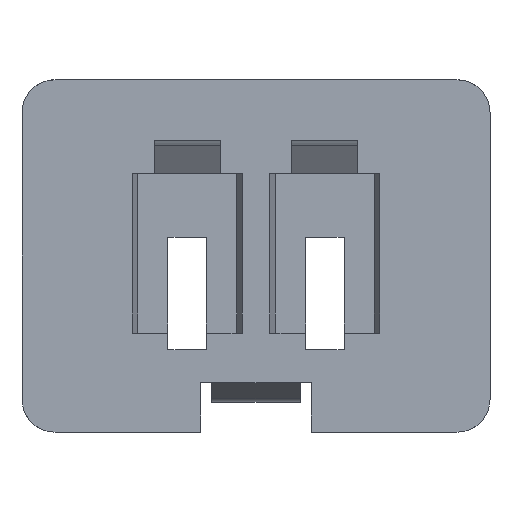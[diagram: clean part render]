
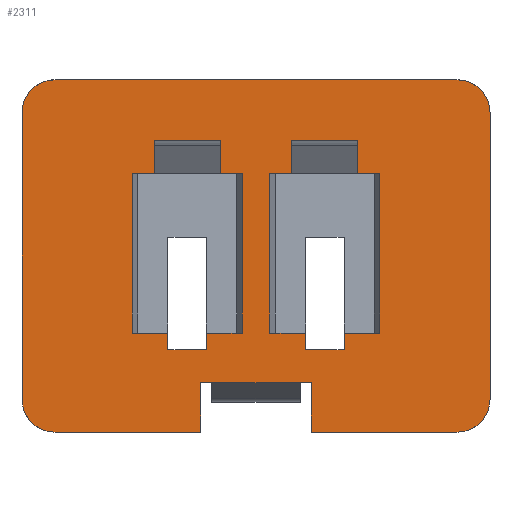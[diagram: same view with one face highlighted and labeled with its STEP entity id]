
A CAD part, front view. The second image highlights one B-rep face of the part: STEP entity #2311.
In plain terms, the highlighted planar face has unit normal (0, -1, 0).
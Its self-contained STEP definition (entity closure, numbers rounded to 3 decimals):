
#15=FACE_BOUND('',#359,.T.);
#16=FACE_BOUND('',#360,.T.);
#26=CIRCLE('',#2443,0.3);
#28=CIRCLE('',#2449,0.3);
#31=CIRCLE('',#2454,0.3);
#32=CIRCLE('',#2458,0.3);
#127=PLANE('',#2475);
#241=FACE_OUTER_BOUND('',#358,.T.);
#358=EDGE_LOOP('',(#2053,#2054,#2055,#2056,#2057,#2058,#2059,#2060,#2061,
#2062,#2063,#2064));
#359=EDGE_LOOP('',(#2065,#2066,#2067,#2068,#2069,#2070,#2071,#2072,#2073,
#2074,#2075,#2076));
#360=EDGE_LOOP('',(#2077,#2078,#2079,#2080,#2081,#2082,#2083,#2084,#2085,
#2086,#2087,#2088));
#475=LINE('',#3316,#777);
#479=LINE('',#3325,#781);
#524=LINE('',#3414,#826);
#529=LINE('',#3421,#831);
#534=LINE('',#3431,#836);
#536=LINE('',#3435,#838);
#538=LINE('',#3438,#840);
#541=LINE('',#3444,#843);
#548=LINE('',#3458,#850);
#553=LINE('',#3468,#855);
#574=LINE('',#3512,#876);
#578=LINE('',#3518,#880);
#580=LINE('',#3522,#882);
#582=LINE('',#3526,#884);
#586=LINE('',#3532,#888);
#588=LINE('',#3536,#890);
#590=LINE('',#3540,#892);
#592=LINE('',#3543,#894);
#595=LINE('',#3549,#897);
#600=LINE('',#3559,#902);
#601=LINE('',#3562,#903);
#604=LINE('',#3566,#906);
#614=LINE('',#3587,#916);
#622=LINE('',#3608,#924);
#625=LINE('',#3624,#927);
#644=LINE('',#3668,#946);
#646=LINE('',#3672,#948);
#648=LINE('',#3676,#950);
#649=LINE('',#3678,#951);
#651=LINE('',#3683,#953);
#652=LINE('',#3685,#954);
#653=LINE('',#3686,#955);
#777=VECTOR('',#2679,1.325);
#781=VECTOR('',#2685,1.325);
#826=VECTOR('',#2756,0.2);
#831=VECTOR('',#2761,0.2);
#836=VECTOR('',#2772,0.3);
#838=VECTOR('',#2776,0.6);
#840=VECTOR('',#2780,0.3);
#843=VECTOR('',#2785,1.45);
#850=VECTOR('',#2798,0.325);
#855=VECTOR('',#2805,0.15);
#876=VECTOR('',#2842,0.15);
#880=VECTOR('',#2848,0.325);
#882=VECTOR('',#2852,1.45);
#884=VECTOR('',#2856,0.2);
#888=VECTOR('',#2860,0.2);
#890=VECTOR('',#2864,0.3);
#892=VECTOR('',#2868,0.6);
#894=VECTOR('',#2872,0.3);
#897=VECTOR('',#2877,1.45);
#902=VECTOR('',#2888,0.325);
#903=VECTOR('',#2891,0.15);
#906=VECTOR('',#2896,0.35);
#916=VECTOR('',#2916,3.65);
#924=VECTOR('',#2936,2.6);
#927=VECTOR('',#2957,2.6);
#946=VECTOR('',#3004,0.35);
#948=VECTOR('',#3008,0.15);
#950=VECTOR('',#3012,0.325);
#951=VECTOR('',#3015,1.45);
#953=VECTOR('',#3021,0.45);
#954=VECTOR('',#3022,1.);
#955=VECTOR('',#3023,0.45);
#1078=VERTEX_POINT('',#3313);
#1079=VERTEX_POINT('',#3315);
#1082=VERTEX_POINT('',#3322);
#1083=VERTEX_POINT('',#3324);
#1113=VERTEX_POINT('',#3411);
#1114=VERTEX_POINT('',#3413);
#1115=VERTEX_POINT('',#3418);
#1116=VERTEX_POINT('',#3420);
#1118=VERTEX_POINT('',#3430);
#1119=VERTEX_POINT('',#3434);
#1121=VERTEX_POINT('',#3442);
#1125=VERTEX_POINT('',#3456);
#1129=VERTEX_POINT('',#3466);
#1143=VERTEX_POINT('',#3510);
#1144=VERTEX_POINT('',#3511);
#1145=VERTEX_POINT('',#3516);
#1146=VERTEX_POINT('',#3520);
#1147=VERTEX_POINT('',#3524);
#1148=VERTEX_POINT('',#3529);
#1149=VERTEX_POINT('',#3531);
#1150=VERTEX_POINT('',#3535);
#1151=VERTEX_POINT('',#3539);
#1153=VERTEX_POINT('',#3547);
#1155=VERTEX_POINT('',#3557);
#1156=VERTEX_POINT('',#3561);
#1161=VERTEX_POINT('',#3584);
#1162=VERTEX_POINT('',#3586);
#1165=VERTEX_POINT('',#3594);
#1169=VERTEX_POINT('',#3606);
#1170=VERTEX_POINT('',#3615);
#1173=VERTEX_POINT('',#3622);
#1184=VERTEX_POINT('',#3666);
#1185=VERTEX_POINT('',#3670);
#1186=VERTEX_POINT('',#3674);
#1187=VERTEX_POINT('',#3682);
#1188=VERTEX_POINT('',#3684);
#1313=EDGE_CURVE('',#1078,#1079,#475,.T.);
#1317=EDGE_CURVE('',#1082,#1083,#479,.T.);
#1362=EDGE_CURVE('',#1114,#1113,#524,.T.);
#1367=EDGE_CURVE('',#1116,#1115,#529,.T.);
#1372=EDGE_CURVE('',#1118,#1113,#534,.T.);
#1374=EDGE_CURVE('',#1118,#1119,#536,.T.);
#1376=EDGE_CURVE('',#1119,#1116,#538,.T.);
#1379=EDGE_CURVE('',#1115,#1121,#541,.T.);
#1386=EDGE_CURVE('',#1121,#1125,#548,.T.);
#1391=EDGE_CURVE('',#1125,#1129,#553,.T.);
#1412=EDGE_CURVE('',#1143,#1144,#574,.T.);
#1416=EDGE_CURVE('',#1144,#1145,#578,.T.);
#1418=EDGE_CURVE('',#1145,#1146,#580,.T.);
#1420=EDGE_CURVE('',#1146,#1147,#582,.T.);
#1424=EDGE_CURVE('',#1149,#1148,#586,.T.);
#1426=EDGE_CURVE('',#1150,#1147,#588,.T.);
#1428=EDGE_CURVE('',#1150,#1151,#590,.T.);
#1430=EDGE_CURVE('',#1151,#1149,#592,.T.);
#1433=EDGE_CURVE('',#1148,#1153,#595,.T.);
#1438=EDGE_CURVE('',#1153,#1155,#600,.T.);
#1439=EDGE_CURVE('',#1155,#1156,#601,.T.);
#1442=EDGE_CURVE('',#1156,#1143,#604,.T.);
#1452=EDGE_CURVE('',#1161,#1162,#614,.T.);
#1456=EDGE_CURVE('',#1165,#1162,#26,.T.);
#1463=EDGE_CURVE('',#1165,#1169,#622,.T.);
#1464=EDGE_CURVE('',#1082,#1169,#28,.T.);
#1467=EDGE_CURVE('',#1161,#1170,#31,.T.);
#1471=EDGE_CURVE('',#1173,#1170,#625,.T.);
#1473=EDGE_CURVE('',#1173,#1079,#32,.T.);
#1494=EDGE_CURVE('',#1129,#1184,#644,.T.);
#1496=EDGE_CURVE('',#1184,#1185,#646,.T.);
#1498=EDGE_CURVE('',#1185,#1186,#648,.T.);
#1499=EDGE_CURVE('',#1186,#1114,#649,.T.);
#1501=EDGE_CURVE('',#1187,#1078,#651,.T.);
#1502=EDGE_CURVE('',#1188,#1187,#652,.T.);
#1503=EDGE_CURVE('',#1083,#1188,#653,.T.);
#2053=ORIENTED_EDGE('',*,*,#1317,.F.);
#2054=ORIENTED_EDGE('',*,*,#1464,.T.);
#2055=ORIENTED_EDGE('',*,*,#1463,.F.);
#2056=ORIENTED_EDGE('',*,*,#1456,.T.);
#2057=ORIENTED_EDGE('',*,*,#1452,.F.);
#2058=ORIENTED_EDGE('',*,*,#1467,.T.);
#2059=ORIENTED_EDGE('',*,*,#1471,.F.);
#2060=ORIENTED_EDGE('',*,*,#1473,.T.);
#2061=ORIENTED_EDGE('',*,*,#1313,.F.);
#2062=ORIENTED_EDGE('',*,*,#1501,.F.);
#2063=ORIENTED_EDGE('',*,*,#1502,.F.);
#2064=ORIENTED_EDGE('',*,*,#1503,.F.);
#2065=ORIENTED_EDGE('',*,*,#1426,.F.);
#2066=ORIENTED_EDGE('',*,*,#1428,.T.);
#2067=ORIENTED_EDGE('',*,*,#1430,.T.);
#2068=ORIENTED_EDGE('',*,*,#1424,.T.);
#2069=ORIENTED_EDGE('',*,*,#1433,.T.);
#2070=ORIENTED_EDGE('',*,*,#1438,.T.);
#2071=ORIENTED_EDGE('',*,*,#1439,.T.);
#2072=ORIENTED_EDGE('',*,*,#1442,.T.);
#2073=ORIENTED_EDGE('',*,*,#1412,.T.);
#2074=ORIENTED_EDGE('',*,*,#1416,.T.);
#2075=ORIENTED_EDGE('',*,*,#1418,.T.);
#2076=ORIENTED_EDGE('',*,*,#1420,.T.);
#2077=ORIENTED_EDGE('',*,*,#1372,.F.);
#2078=ORIENTED_EDGE('',*,*,#1374,.T.);
#2079=ORIENTED_EDGE('',*,*,#1376,.T.);
#2080=ORIENTED_EDGE('',*,*,#1367,.T.);
#2081=ORIENTED_EDGE('',*,*,#1379,.T.);
#2082=ORIENTED_EDGE('',*,*,#1386,.T.);
#2083=ORIENTED_EDGE('',*,*,#1391,.T.);
#2084=ORIENTED_EDGE('',*,*,#1494,.T.);
#2085=ORIENTED_EDGE('',*,*,#1496,.T.);
#2086=ORIENTED_EDGE('',*,*,#1498,.T.);
#2087=ORIENTED_EDGE('',*,*,#1499,.T.);
#2088=ORIENTED_EDGE('',*,*,#1362,.T.);
#2311=ADVANCED_FACE('',(#241,#15,#16),#127,.F.);
#2443=AXIS2_PLACEMENT_3D('',#3595,#2922,#2923);
#2449=AXIS2_PLACEMENT_3D('',#3610,#2939,#2940);
#2454=AXIS2_PLACEMENT_3D('',#3616,#2949,#2950);
#2458=AXIS2_PLACEMENT_3D('',#3627,#2961,#2962);
#2475=AXIS2_PLACEMENT_3D('',#3681,#3019,#3020);
#2679=DIRECTION('',(-1.,0.,0.));
#2685=DIRECTION('',(-1.,0.,0.));
#2756=DIRECTION('',(1.,0.,0.));
#2761=DIRECTION('',(1.,0.,0.));
#2772=DIRECTION('',(0.,0.,-1.));
#2776=DIRECTION('',(1.,0.,0.));
#2780=DIRECTION('',(0.,0.,-1.));
#2785=DIRECTION('',(0.,0.,-1.));
#2798=DIRECTION('',(-1.,0.,0.));
#2805=DIRECTION('',(0.,0.,-1.));
#2842=DIRECTION('',(0.,0.,1.));
#2848=DIRECTION('',(-1.,0.,0.));
#2852=DIRECTION('',(0.,0.,1.));
#2856=DIRECTION('',(1.,0.,0.));
#2860=DIRECTION('',(1.,0.,0.));
#2864=DIRECTION('',(0.,0.,-1.));
#2868=DIRECTION('',(1.,0.,0.));
#2872=DIRECTION('',(0.,0.,-1.));
#2877=DIRECTION('',(0.,0.,-1.));
#2888=DIRECTION('',(-1.,0.,0.));
#2891=DIRECTION('',(0.,0.,-1.));
#2896=DIRECTION('',(-1.,0.,0.));
#2916=DIRECTION('',(1.,0.,0.));
#2922=DIRECTION('center_axis',(0.,-1.,0.));
#2923=DIRECTION('ref_axis',(1.,0.,0.));
#2936=DIRECTION('',(0.,0.,-1.));
#2939=DIRECTION('center_axis',(0.,-1.,0.));
#2940=DIRECTION('ref_axis',(0.,0.,-1.));
#2949=DIRECTION('center_axis',(0.,-1.,0.));
#2950=DIRECTION('ref_axis',(0.,0.,1.));
#2957=DIRECTION('',(0.,0.,1.));
#2961=DIRECTION('center_axis',(0.,-1.,0.));
#2962=DIRECTION('ref_axis',(-1.,0.,0.));
#3004=DIRECTION('',(-1.,0.,0.));
#3008=DIRECTION('',(0.,0.,1.));
#3012=DIRECTION('',(-1.,0.,0.));
#3015=DIRECTION('',(0.,0.,1.));
#3019=DIRECTION('center_axis',(0.,1.,0.));
#3020=DIRECTION('ref_axis',(0.,0.,1.));
#3021=DIRECTION('',(0.,0.,-1.));
#3022=DIRECTION('',(-1.,0.,0.));
#3023=DIRECTION('',(0.,0.,1.));
#3313=CARTESIAN_POINT('',(-0.5,0.,-1.6));
#3315=CARTESIAN_POINT('',(-1.825,0.,-1.6));
#3316=CARTESIAN_POINT('',(-0.5,0.,-1.6));
#3322=CARTESIAN_POINT('',(1.825,0.,-1.6));
#3324=CARTESIAN_POINT('',(0.5,0.,-1.6));
#3325=CARTESIAN_POINT('',(1.825,0.,-1.6));
#3411=CARTESIAN_POINT('',(0.325,0.,0.75));
#3413=CARTESIAN_POINT('',(0.125,0.,0.75));
#3414=CARTESIAN_POINT('',(0.125,0.,0.75));
#3418=CARTESIAN_POINT('',(1.125,0.,0.75));
#3420=CARTESIAN_POINT('',(0.925,0.,0.75));
#3421=CARTESIAN_POINT('',(0.925,0.,0.75));
#3430=CARTESIAN_POINT('',(0.325,0.,1.05));
#3431=CARTESIAN_POINT('',(0.325,0.,1.05));
#3434=CARTESIAN_POINT('',(0.925,0.,1.05));
#3435=CARTESIAN_POINT('',(0.325,0.,1.05));
#3438=CARTESIAN_POINT('',(0.925,0.,1.05));
#3442=CARTESIAN_POINT('',(1.125,0.,-0.7));
#3444=CARTESIAN_POINT('',(1.125,0.,0.75));
#3456=CARTESIAN_POINT('',(0.8,0.,-0.7));
#3458=CARTESIAN_POINT('',(1.125,0.,-0.7));
#3466=CARTESIAN_POINT('',(0.8,0.,-0.85));
#3468=CARTESIAN_POINT('',(0.8,0.,-0.7));
#3510=CARTESIAN_POINT('',(-0.8,0.,-0.85));
#3511=CARTESIAN_POINT('',(-0.8,0.,-0.7));
#3512=CARTESIAN_POINT('',(-0.8,0.,-0.85));
#3516=CARTESIAN_POINT('',(-1.125,0.,-0.7));
#3518=CARTESIAN_POINT('',(-0.8,0.,-0.7));
#3520=CARTESIAN_POINT('',(-1.125,0.,0.75));
#3522=CARTESIAN_POINT('',(-1.125,0.,-0.7));
#3524=CARTESIAN_POINT('',(-0.925,0.,0.75));
#3526=CARTESIAN_POINT('',(-1.125,0.,0.75));
#3529=CARTESIAN_POINT('',(-0.125,0.,0.75));
#3531=CARTESIAN_POINT('',(-0.325,0.,0.75));
#3532=CARTESIAN_POINT('',(-0.325,0.,0.75));
#3535=CARTESIAN_POINT('',(-0.925,0.,1.05));
#3536=CARTESIAN_POINT('',(-0.925,0.,1.05));
#3539=CARTESIAN_POINT('',(-0.325,0.,1.05));
#3540=CARTESIAN_POINT('',(-0.925,0.,1.05));
#3543=CARTESIAN_POINT('',(-0.325,0.,1.05));
#3547=CARTESIAN_POINT('',(-0.125,0.,-0.7));
#3549=CARTESIAN_POINT('',(-0.125,0.,0.75));
#3557=CARTESIAN_POINT('',(-0.45,0.,-0.7));
#3559=CARTESIAN_POINT('',(-0.125,0.,-0.7));
#3561=CARTESIAN_POINT('',(-0.45,0.,-0.85));
#3562=CARTESIAN_POINT('',(-0.45,0.,-0.7));
#3566=CARTESIAN_POINT('',(-0.45,0.,-0.85));
#3584=CARTESIAN_POINT('',(-1.825,0.,1.6));
#3586=CARTESIAN_POINT('',(1.825,0.,1.6));
#3587=CARTESIAN_POINT('',(-1.825,0.,1.6));
#3594=CARTESIAN_POINT('',(2.125,0.,1.3));
#3595=CARTESIAN_POINT('Origin',(1.825,0.,1.3));
#3606=CARTESIAN_POINT('',(2.125,0.,-1.3));
#3608=CARTESIAN_POINT('',(2.125,0.,1.3));
#3610=CARTESIAN_POINT('Origin',(1.825,0.,-1.3));
#3615=CARTESIAN_POINT('',(-2.125,0.,1.3));
#3616=CARTESIAN_POINT('Origin',(-1.825,0.,1.3));
#3622=CARTESIAN_POINT('',(-2.125,0.,-1.3));
#3624=CARTESIAN_POINT('',(-2.125,0.,-1.3));
#3627=CARTESIAN_POINT('Origin',(-1.825,0.,-1.3));
#3666=CARTESIAN_POINT('',(0.45,0.,-0.85));
#3668=CARTESIAN_POINT('',(0.8,0.,-0.85));
#3670=CARTESIAN_POINT('',(0.45,0.,-0.7));
#3672=CARTESIAN_POINT('',(0.45,0.,-0.85));
#3674=CARTESIAN_POINT('',(0.125,0.,-0.7));
#3676=CARTESIAN_POINT('',(0.45,0.,-0.7));
#3678=CARTESIAN_POINT('',(0.125,0.,-0.7));
#3681=CARTESIAN_POINT('Origin',(0.,0.,1.664));
#3682=CARTESIAN_POINT('',(-0.5,0.,-1.15));
#3683=CARTESIAN_POINT('',(-0.5,0.,-1.15));
#3684=CARTESIAN_POINT('',(0.5,0.,-1.15));
#3685=CARTESIAN_POINT('',(0.5,0.,-1.15));
#3686=CARTESIAN_POINT('',(0.5,0.,-1.6));
